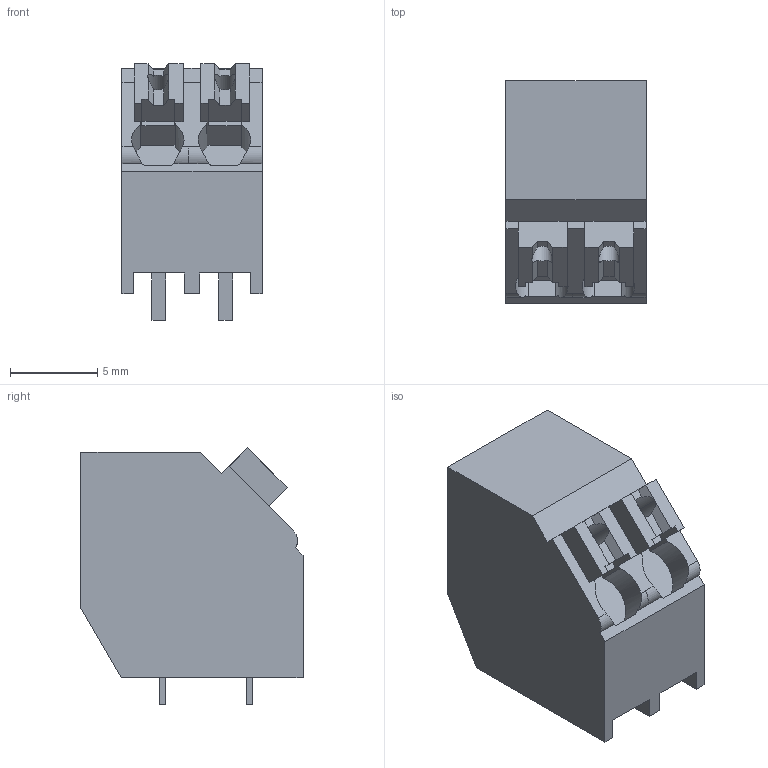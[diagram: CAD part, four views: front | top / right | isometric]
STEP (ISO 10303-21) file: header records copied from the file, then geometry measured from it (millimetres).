
FILE_DESCRIPTION(('CATIA V5 STEP Exchange','CAx-IF Rec.Pracs.--- Model Styling and Organization---1.2---2011-12-15'),'2;1');
FILE_NAME ('D1458477_0_1885410000_1885410000.stp','2018-03-20T11:06:45+00:00',('none'),('Weidmueller'),'CATIA Version 5-6 Release 2014','CATIA V5 STEP AP214','none');
FILE_SCHEMA(('AUTOMOTIVE_DESIGN { 1 0 10303 214 1 1 1 1 }'));
Length unit declared in the file: millimetre
Products named in the file (1): 1885410000
Bounding box: 8.01 x 12.7 x 14.66 mm (x, y, z)
Volume: 926.4 mm3; surface area: 1066.4 mm2
Topology: 7 solids, 7 shells, 133 faces, 358 edges, 239 vertices
Faces by surface type: plane 121, cylinder 12
Entity records: 3987 total; most frequent: CARTESIAN_POINT 772, ORIENTED_EDGE 716, DIRECTION 538, EDGE_CURVE 358, VECTOR 315, LINE 315, VERTEX_POINT 239, EDGE_LOOP 137
